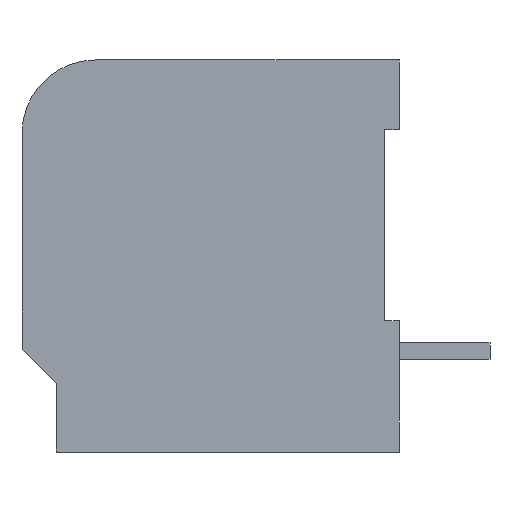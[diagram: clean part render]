
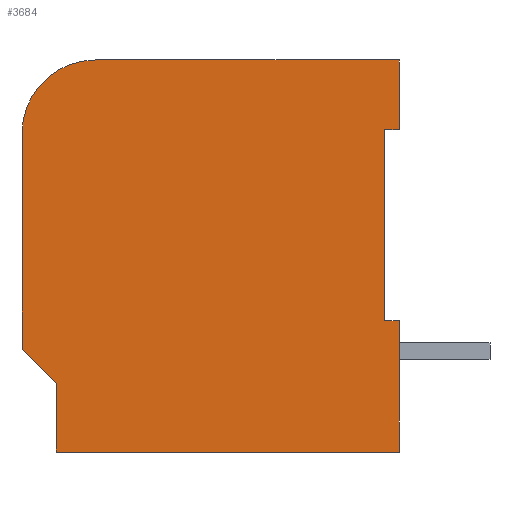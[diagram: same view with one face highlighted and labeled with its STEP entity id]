
A CAD part, left-side view. The second image highlights one B-rep face of the part: STEP entity #3684.
In plain terms, the highlighted planar face has unit normal (-1, 0, 0).
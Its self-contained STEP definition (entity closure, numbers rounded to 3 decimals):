
#13=DIRECTION('',(0.,0.,-1.));
#14=VECTOR('',#13,3.62);
#15=CARTESIAN_POINT('',(-12.04,0.,0.));
#16=LINE('',#15,#14);
#17=DIRECTION('',(0.,1.,0.));
#18=VECTOR('',#17,0.762);
#19=CARTESIAN_POINT('',(-12.04,0.,-3.62));
#20=LINE('',#19,#18);
#21=DIRECTION('',(0.,0.,-1.));
#22=VECTOR('',#21,9.906);
#23=CARTESIAN_POINT('',(-12.04,0.762,-3.62));
#24=LINE('',#23,#22);
#25=DIRECTION('',(0.,-1.,0.));
#26=VECTOR('',#25,0.762);
#27=CARTESIAN_POINT('',(-12.04,0.762,-13.526));
#28=LINE('',#27,#26);
#29=DIRECTION('',(0.,0.,-1.));
#30=VECTOR('',#29,6.795);
#31=CARTESIAN_POINT('',(-12.04,0.,-13.526));
#32=LINE('',#31,#30);
#33=DIRECTION('',(0.,0.,1.));
#34=VECTOR('',#33,3.556);
#35=CARTESIAN_POINT('',(-12.04,17.78,-20.32));
#36=LINE('',#35,#34);
#37=DIRECTION('',(0.,0.707,0.707));
#38=VECTOR('',#37,2.514);
#39=CARTESIAN_POINT('',(-12.04,17.78,-16.764));
#40=LINE('',#39,#38);
#41=DIRECTION('',(0.,0.,1.));
#42=VECTOR('',#41,11.176);
#43=CARTESIAN_POINT('',(-12.04,19.558,-14.986));
#44=LINE('',#43,#42);
#45=CARTESIAN_POINT('',(-12.04,15.748,-3.81));
#46=DIRECTION('',(1.,0.,0.));
#47=DIRECTION('',(0.,1.,0.));
#48=AXIS2_PLACEMENT_3D('',#45,#46,#47);
#102=DIRECTION('',(0.,1.,0.));
#103=VECTOR('',#102,15.748);
#104=CARTESIAN_POINT('',(-12.04,0.,0.));
#105=LINE('',#104,#103);
#362=DIRECTION('',(0.,-1.,0.));
#363=VECTOR('',#362,17.78);
#364=CARTESIAN_POINT('',(-12.04,17.78,-20.32));
#365=LINE('',#364,#363);
#2767=CARTESIAN_POINT('',(-12.04,0.,0.));
#2768=CARTESIAN_POINT('',(-12.04,0.,-3.62));
#2769=VERTEX_POINT('',#2767);
#2770=VERTEX_POINT('',#2768);
#2771=CARTESIAN_POINT('',(-12.04,0.762,-3.62));
#2772=VERTEX_POINT('',#2771);
#2773=CARTESIAN_POINT('',(-12.04,0.762,-13.526));
#2774=VERTEX_POINT('',#2773);
#2775=CARTESIAN_POINT('',(-12.04,0.,-13.526));
#2776=VERTEX_POINT('',#2775);
#2777=CARTESIAN_POINT('',(-12.04,0.,-20.32));
#2778=VERTEX_POINT('',#2777);
#2779=CARTESIAN_POINT('',(-12.04,17.78,-20.32));
#2780=CARTESIAN_POINT('',(-12.04,17.78,-16.764));
#2781=VERTEX_POINT('',#2779);
#2782=VERTEX_POINT('',#2780);
#2783=CARTESIAN_POINT('',(-12.04,19.558,-14.986));
#2784=VERTEX_POINT('',#2783);
#2785=CARTESIAN_POINT('',(-12.04,19.558,-3.81));
#2786=VERTEX_POINT('',#2785);
#2787=CARTESIAN_POINT('',(-12.04,15.748,0.));
#2788=VERTEX_POINT('',#2787);
#3655=CARTESIAN_POINT('',(-12.04,0.,0.));
#3656=DIRECTION('',(1.,0.,0.));
#3657=DIRECTION('',(0.,0.,-1.));
#3658=AXIS2_PLACEMENT_3D('',#3655,#3656,#3657);
#3659=PLANE('',#3658);
#3661=ORIENTED_EDGE('',*,*,#3660,.T.);
#3663=ORIENTED_EDGE('',*,*,#3662,.T.);
#3665=ORIENTED_EDGE('',*,*,#3664,.T.);
#3667=ORIENTED_EDGE('',*,*,#3666,.T.);
#3669=ORIENTED_EDGE('',*,*,#3668,.T.);
#3671=ORIENTED_EDGE('',*,*,#3670,.F.);
#3673=ORIENTED_EDGE('',*,*,#3672,.T.);
#3675=ORIENTED_EDGE('',*,*,#3674,.T.);
#3677=ORIENTED_EDGE('',*,*,#3676,.T.);
#3679=ORIENTED_EDGE('',*,*,#3678,.T.);
#3681=ORIENTED_EDGE('',*,*,#3680,.F.);
#3682=EDGE_LOOP('',(#3661,#3663,#3665,#3667,#3669,#3671,#3673,#3675,#3677,#3679,
#3681));
#3683=FACE_OUTER_BOUND('',#3682,.F.);
#49=CIRCLE('',#48,3.81);
#3660=EDGE_CURVE('',#2769,#2770,#16,.T.);
#3662=EDGE_CURVE('',#2770,#2772,#20,.T.);
#3664=EDGE_CURVE('',#2772,#2774,#24,.T.);
#3666=EDGE_CURVE('',#2774,#2776,#28,.T.);
#3668=EDGE_CURVE('',#2776,#2778,#32,.T.);
#3670=EDGE_CURVE('',#2781,#2778,#365,.T.);
#3672=EDGE_CURVE('',#2781,#2782,#36,.T.);
#3674=EDGE_CURVE('',#2782,#2784,#40,.T.);
#3676=EDGE_CURVE('',#2784,#2786,#44,.T.);
#3678=EDGE_CURVE('',#2786,#2788,#49,.T.);
#3680=EDGE_CURVE('',#2769,#2788,#105,.T.);
#3684=ADVANCED_FACE('',(#3683),#3659,.F.);
